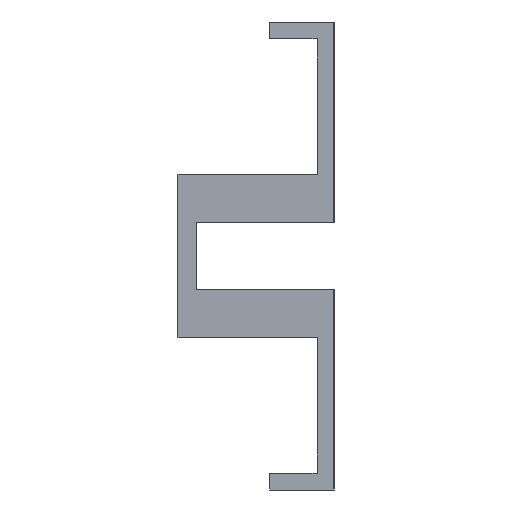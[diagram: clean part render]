
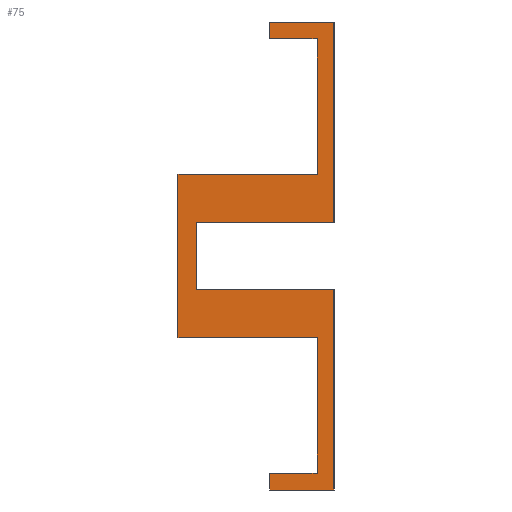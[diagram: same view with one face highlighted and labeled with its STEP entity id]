
A CAD part, left-side view. The second image highlights one B-rep face of the part: STEP entity #75.
In plain terms, the highlighted planar face has unit normal (-1, 0, 0).
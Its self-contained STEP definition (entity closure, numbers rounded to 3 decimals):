
#75=ADVANCED_FACE('',(#145),#146,.T.);
#145=FACE_OUTER_BOUND('',#207,.T.);
#146=PLANE('',#208);
#207=EDGE_LOOP('',(#343,#344,#345,#346,#347,#348,#349,#350,#351,#352,#353,#354,#355,#356,#357,#358));
#208=AXIS2_PLACEMENT_3D('',#359,#360,#361);
#343=ORIENTED_EDGE('',*,*,#446,.F.);
#344=ORIENTED_EDGE('',*,*,#386,.F.);
#345=ORIENTED_EDGE('',*,*,#391,.F.);
#346=ORIENTED_EDGE('',*,*,#395,.F.);
#347=ORIENTED_EDGE('',*,*,#399,.F.);
#348=ORIENTED_EDGE('',*,*,#403,.F.);
#349=ORIENTED_EDGE('',*,*,#407,.F.);
#350=ORIENTED_EDGE('',*,*,#411,.F.);
#351=ORIENTED_EDGE('',*,*,#415,.F.);
#352=ORIENTED_EDGE('',*,*,#419,.F.);
#353=ORIENTED_EDGE('',*,*,#423,.F.);
#354=ORIENTED_EDGE('',*,*,#427,.F.);
#355=ORIENTED_EDGE('',*,*,#431,.F.);
#356=ORIENTED_EDGE('',*,*,#435,.F.);
#357=ORIENTED_EDGE('',*,*,#439,.F.);
#358=ORIENTED_EDGE('',*,*,#443,.F.);
#359=CARTESIAN_POINT('',(0.0,-24.542,-40.0));
#360=DIRECTION('',(-1.0,0.0,0.0));
#361=DIRECTION('',(0.0,1.0,0.0));
#386=EDGE_CURVE('',#454,#456,#457,.T.);
#391=EDGE_CURVE('',#462,#454,#464,.T.);
#395=EDGE_CURVE('',#468,#462,#470,.T.);
#399=EDGE_CURVE('',#474,#468,#476,.T.);
#403=EDGE_CURVE('',#480,#474,#482,.T.);
#407=EDGE_CURVE('',#486,#480,#488,.T.);
#411=EDGE_CURVE('',#492,#486,#494,.T.);
#415=EDGE_CURVE('',#498,#492,#500,.T.);
#419=EDGE_CURVE('',#504,#498,#506,.T.);
#423=EDGE_CURVE('',#510,#504,#512,.T.);
#427=EDGE_CURVE('',#516,#510,#518,.T.);
#431=EDGE_CURVE('',#522,#516,#524,.T.);
#435=EDGE_CURVE('',#528,#522,#530,.T.);
#439=EDGE_CURVE('',#534,#528,#536,.T.);
#443=EDGE_CURVE('',#540,#534,#542,.T.);
#446=EDGE_CURVE('',#456,#540,#545,.T.);
#454=VERTEX_POINT('',#554);
#456=VERTEX_POINT('',#557);
#457=LINE('',#558,#559);
#462=VERTEX_POINT('',#566);
#464=LINE('',#569,#570);
#468=VERTEX_POINT('',#575);
#470=LINE('',#578,#579);
#474=VERTEX_POINT('',#584);
#476=LINE('',#587,#588);
#480=VERTEX_POINT('',#593);
#482=LINE('',#596,#597);
#486=VERTEX_POINT('',#602);
#488=LINE('',#605,#606);
#492=VERTEX_POINT('',#611);
#494=LINE('',#614,#615);
#498=VERTEX_POINT('',#620);
#500=LINE('',#623,#624);
#504=VERTEX_POINT('',#629);
#506=LINE('',#632,#633);
#510=VERTEX_POINT('',#638);
#512=LINE('',#641,#642);
#516=VERTEX_POINT('',#647);
#518=LINE('',#650,#651);
#522=VERTEX_POINT('',#656);
#524=LINE('',#659,#660);
#528=VERTEX_POINT('',#665);
#530=LINE('',#668,#669);
#534=VERTEX_POINT('',#674);
#536=LINE('',#677,#678);
#540=VERTEX_POINT('',#683);
#542=LINE('',#686,#687);
#545=LINE('',#691,#692);
#554=CARTESIAN_POINT('',(0.0,-32.5,-5.5));
#557=CARTESIAN_POINT('',(0.0,-32.5,-35.0));
#558=CARTESIAN_POINT('',(0.0,-32.5,-5.5));
#559=VECTOR('',#698,1.0);
#566=CARTESIAN_POINT('',(0.0,-23.0,-5.5));
#569=CARTESIAN_POINT('',(0.0,-23.0,-5.5));
#570=VECTOR('',#702,1.0);
#575=CARTESIAN_POINT('',(0.0,-23.0,-8.0));
#578=CARTESIAN_POINT('',(0.0,-23.0,-8.0));
#579=VECTOR('',#705,1.0);
#584=CARTESIAN_POINT('',(0.0,-30.0,-8.0));
#587=CARTESIAN_POINT('',(0.0,-30.0,-8.0));
#588=VECTOR('',#708,1.0);
#593=CARTESIAN_POINT('',(0.0,-30.0,-27.95));
#596=CARTESIAN_POINT('',(0.0,-30.0,-27.95));
#597=VECTOR('',#711,1.0);
#602=CARTESIAN_POINT('',(0.0,-9.5,-27.95));
#605=CARTESIAN_POINT('',(0.0,-9.5,-27.95));
#606=VECTOR('',#714,1.0);
#611=CARTESIAN_POINT('',(0.0,-9.5,-52.05));
#614=CARTESIAN_POINT('',(0.0,-9.5,-52.05));
#615=VECTOR('',#717,1.0);
#620=CARTESIAN_POINT('',(0.0,-30.0,-52.05));
#623=CARTESIAN_POINT('',(0.0,-30.0,-52.05));
#624=VECTOR('',#720,1.0);
#629=CARTESIAN_POINT('',(0.0,-30.0,-72.0));
#632=CARTESIAN_POINT('',(0.0,-30.0,-72.0));
#633=VECTOR('',#723,1.0);
#638=CARTESIAN_POINT('',(0.0,-23.0,-72.0));
#641=CARTESIAN_POINT('',(0.0,-23.0,-72.0));
#642=VECTOR('',#726,1.0);
#647=CARTESIAN_POINT('',(0.0,-23.0,-74.5));
#650=CARTESIAN_POINT('',(0.0,-23.0,-74.5));
#651=VECTOR('',#729,1.0);
#656=CARTESIAN_POINT('',(0.0,-32.5,-74.5));
#659=CARTESIAN_POINT('',(0.0,-32.5,-74.5));
#660=VECTOR('',#732,1.0);
#665=CARTESIAN_POINT('',(0.0,-32.5,-45.0));
#668=CARTESIAN_POINT('',(0.0,-32.5,-45.0));
#669=VECTOR('',#735,1.0);
#674=CARTESIAN_POINT('',(0.0,-12.3,-45.0));
#677=CARTESIAN_POINT('',(0.0,-12.3,-45.0));
#678=VECTOR('',#738,1.0);
#683=CARTESIAN_POINT('',(0.0,-12.3,-35.0));
#686=CARTESIAN_POINT('',(0.0,-12.3,-35.0));
#687=VECTOR('',#741,1.0);
#691=CARTESIAN_POINT('',(0.0,-32.5,-35.0));
#692=VECTOR('',#743,1.0);
#698=DIRECTION('',(0.0,0.0,-1.0));
#702=DIRECTION('',(0.0,-1.0,0.0));
#705=DIRECTION('',(0.0,0.0,1.0));
#708=DIRECTION('',(0.0,1.0,0.0));
#711=DIRECTION('',(0.0,0.0,1.0));
#714=DIRECTION('',(0.0,-1.0,0.0));
#717=DIRECTION('',(0.0,0.0,1.0));
#720=DIRECTION('',(0.0,1.0,0.0));
#723=DIRECTION('',(0.0,0.0,1.0));
#726=DIRECTION('',(0.0,-1.0,0.0));
#729=DIRECTION('',(0.0,0.0,1.0));
#732=DIRECTION('',(0.0,1.0,0.0));
#735=DIRECTION('',(0.0,0.0,-1.0));
#738=DIRECTION('',(0.0,-1.0,0.0));
#741=DIRECTION('',(0.0,0.0,-1.0));
#743=DIRECTION('',(0.0,1.0,0.0));
